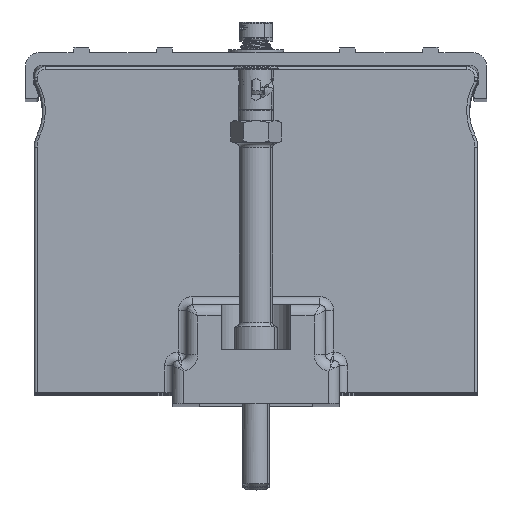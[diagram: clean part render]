
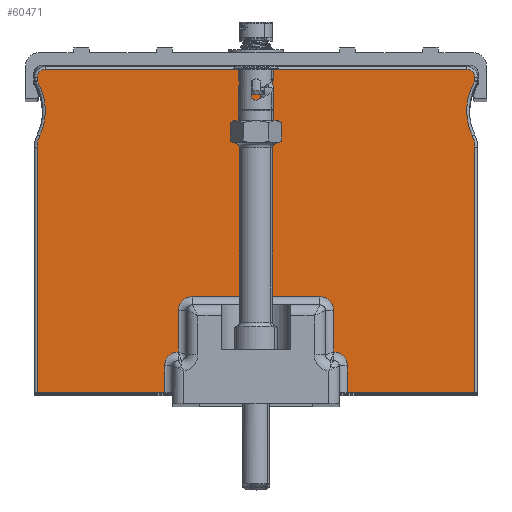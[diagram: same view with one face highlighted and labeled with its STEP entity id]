
A CAD part, top view. The second image highlights one B-rep face of the part: STEP entity #60471.
In plain terms, the highlighted planar face has unit normal (0, 0, 1).
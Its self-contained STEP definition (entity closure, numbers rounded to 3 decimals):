
#2822=DIRECTION('',(0.,-1.,0.));
#2823=VECTOR('',#2822,44.262);
#2824=CARTESIAN_POINT('',(-39.5,46.262,326.));
#2825=LINE('',#2824,#2823);
#2826=CARTESIAN_POINT('',(-35.,46.262,326.));
#2827=DIRECTION('',(0.,0.,1.));
#2828=DIRECTION('',(-0.9,0.436,0.));
#2829=AXIS2_PLACEMENT_3D('',#2826,#2827,#2828);
#2831=CARTESIAN_POINT('',(-48.5,52.8,326.));
#2832=DIRECTION('',(0.,0.,-1.));
#2833=DIRECTION('',(0.857,0.515,0.));
#2834=AXIS2_PLACEMENT_3D('',#2831,#2832,#2833);
#2836=DIRECTION('',(0.,-1.,0.));
#2837=VECTOR('',#2836,0.592);
#2838=CARTESIAN_POINT('',(-39.5,58.8,326.));
#2839=LINE('',#2838,#2837);
#2840=CARTESIAN_POINT('',(-38.,58.8,326.));
#2841=DIRECTION('',(0.,0.,1.));
#2842=DIRECTION('',(0.,1.,0.));
#2843=AXIS2_PLACEMENT_3D('',#2840,#2841,#2842);
#2845=DIRECTION('',(-1.,0.,0.));
#2846=VECTOR('',#2845,76.);
#2847=CARTESIAN_POINT('',(38.,60.3,326.));
#2848=LINE('',#2847,#2846);
#2849=CARTESIAN_POINT('',(38.,58.8,326.));
#2850=DIRECTION('',(0.,0.,1.));
#2851=DIRECTION('',(1.,0.,0.));
#2852=AXIS2_PLACEMENT_3D('',#2849,#2850,#2851);
#2854=DIRECTION('',(0.,1.,0.));
#2855=VECTOR('',#2854,0.592);
#2856=CARTESIAN_POINT('',(39.5,58.208,326.));
#2857=LINE('',#2856,#2855);
#2858=CARTESIAN_POINT('',(48.5,52.8,326.));
#2859=DIRECTION('',(0.,0.,-1.));
#2860=DIRECTION('',(-0.9,-0.436,0.));
#2861=AXIS2_PLACEMENT_3D('',#2858,#2859,#2860);
#2863=CARTESIAN_POINT('',(35.,46.262,326.));
#2864=DIRECTION('',(0.,0.,1.));
#2865=DIRECTION('',(1.,0.,0.));
#2866=AXIS2_PLACEMENT_3D('',#2863,#2864,#2865);
#2868=DIRECTION('',(0.,1.,0.));
#2869=VECTOR('',#2868,44.262);
#2870=CARTESIAN_POINT('',(39.5,2.,326.));
#2871=LINE('',#2870,#2869);
#2872=DIRECTION('',(-1.,0.,0.));
#2873=VECTOR('',#2872,23.);
#2874=CARTESIAN_POINT('',(39.5,2.,326.));
#2875=LINE('',#2874,#2873);
#2876=DIRECTION('',(0.,1.,0.));
#2877=VECTOR('',#2876,4.8);
#2878=CARTESIAN_POINT('',(16.5,2.,326.));
#2879=LINE('',#2878,#2877);
#2880=CARTESIAN_POINT('',(14.,6.8,326.));
#2881=DIRECTION('',(0.,0.,1.));
#2882=DIRECTION('',(1.,0.,0.));
#2883=AXIS2_PLACEMENT_3D('',#2880,#2881,#2882);
#2885=CARTESIAN_POINT('',(14.,9.3,326.));
#2886=CARTESIAN_POINT('',(14.,10.133,326.));
#2887=CARTESIAN_POINT('',(14.,11.8,326.));
#2888=CARTESIAN_POINT('',(14.,14.3,326.));
#2889=CARTESIAN_POINT('',(14.,15.967,326.));
#2890=CARTESIAN_POINT('',(14.,16.8,326.));
#2892=CARTESIAN_POINT('',(11.5,16.8,326.));
#2893=DIRECTION('',(0.,0.,1.));
#2894=DIRECTION('',(1.,0.,0.));
#2895=AXIS2_PLACEMENT_3D('',#2892,#2893,#2894);
#2897=DIRECTION('',(-1.,0.,0.));
#2898=VECTOR('',#2897,23.);
#2899=CARTESIAN_POINT('',(11.5,19.3,326.));
#2900=LINE('',#2899,#2898);
#2901=CARTESIAN_POINT('',(-11.5,16.8,326.));
#2902=DIRECTION('',(0.,0.,1.));
#2903=DIRECTION('',(0.,1.,0.));
#2904=AXIS2_PLACEMENT_3D('',#2901,#2902,#2903);
#2906=CARTESIAN_POINT('',(-14.,16.8,326.));
#2907=CARTESIAN_POINT('',(-14.,15.967,326.));
#2908=CARTESIAN_POINT('',(-14.,14.3,326.));
#2909=CARTESIAN_POINT('',(-14.,11.8,326.));
#2910=CARTESIAN_POINT('',(-14.,10.133,326.));
#2911=CARTESIAN_POINT('',(-14.,9.3,326.));
#2913=CARTESIAN_POINT('',(-14.,6.8,326.));
#2914=DIRECTION('',(0.,0.,1.));
#2915=DIRECTION('',(0.,1.,0.));
#2916=AXIS2_PLACEMENT_3D('',#2913,#2914,#2915);
#2918=DIRECTION('',(0.,-1.,0.));
#2919=VECTOR('',#2918,4.8);
#2920=CARTESIAN_POINT('',(-16.5,6.8,326.));
#2921=LINE('',#2920,#2919);
#2922=DIRECTION('',(-1.,0.,0.));
#2923=VECTOR('',#2922,23.);
#2924=CARTESIAN_POINT('',(-16.5,2.,326.));
#2925=LINE('',#2924,#2923);
#54611=CARTESIAN_POINT('',(16.5,2.,326.));
#54612=CARTESIAN_POINT('',(16.5,6.8,326.));
#54613=VERTEX_POINT('',#54611);
#54614=VERTEX_POINT('',#54612);
#54615=CARTESIAN_POINT('',(14.,9.3,326.));
#54616=VERTEX_POINT('',#54615);
#54620=VERTEX_POINT('',#2906);
#54621=VERTEX_POINT('',#2911);
#54624=CARTESIAN_POINT('',(-11.5,19.3,326.));
#54625=VERTEX_POINT('',#54624);
#54628=CARTESIAN_POINT('',(11.5,19.3,326.));
#54629=VERTEX_POINT('',#54628);
#54632=CARTESIAN_POINT('',(14.,16.8,326.));
#54633=VERTEX_POINT('',#54632);
#54637=CARTESIAN_POINT('',(-16.5,6.8,326.));
#54638=CARTESIAN_POINT('',(-16.5,2.,326.));
#54639=VERTEX_POINT('',#54637);
#54640=VERTEX_POINT('',#54638);
#55234=CARTESIAN_POINT('',(-39.5,2.,326.));
#55236=VERTEX_POINT('',#55234);
#55240=CARTESIAN_POINT('',(-39.5,46.262,326.));
#55241=VERTEX_POINT('',#55240);
#55242=CARTESIAN_POINT('',(-39.05,48.223,326.));
#55243=VERTEX_POINT('',#55242);
#55246=CARTESIAN_POINT('',(-39.5,58.208,326.));
#55247=VERTEX_POINT('',#55246);
#55252=CARTESIAN_POINT('',(-39.5,58.8,326.));
#55253=VERTEX_POINT('',#55252);
#55256=CARTESIAN_POINT('',(-38.,60.3,326.));
#55257=VERTEX_POINT('',#55256);
#55260=CARTESIAN_POINT('',(38.,60.3,326.));
#55261=VERTEX_POINT('',#55260);
#55264=CARTESIAN_POINT('',(39.5,58.8,326.));
#55265=VERTEX_POINT('',#55264);
#55268=CARTESIAN_POINT('',(39.5,58.208,326.));
#55269=VERTEX_POINT('',#55268);
#55274=CARTESIAN_POINT('',(39.05,48.223,326.));
#55275=VERTEX_POINT('',#55274);
#55278=CARTESIAN_POINT('',(39.5,46.262,326.));
#55279=VERTEX_POINT('',#55278);
#55283=CARTESIAN_POINT('',(39.5,2.,326.));
#55285=VERTEX_POINT('',#55283);
#60421=CARTESIAN_POINT('',(0.,0.,326.));
#60422=DIRECTION('',(0.,0.,1.));
#60423=DIRECTION('',(1.,0.,0.));
#60424=AXIS2_PLACEMENT_3D('',#60421,#60422,#60423);
#60425=PLANE('',#60424);
#60427=ORIENTED_EDGE('',*,*,#60426,.F.);
#60429=ORIENTED_EDGE('',*,*,#60428,.F.);
#60431=ORIENTED_EDGE('',*,*,#60430,.F.);
#60433=ORIENTED_EDGE('',*,*,#60432,.F.);
#60435=ORIENTED_EDGE('',*,*,#60434,.F.);
#60437=ORIENTED_EDGE('',*,*,#60436,.F.);
#60439=ORIENTED_EDGE('',*,*,#60438,.F.);
#60441=ORIENTED_EDGE('',*,*,#60440,.F.);
#60443=ORIENTED_EDGE('',*,*,#60442,.F.);
#60445=ORIENTED_EDGE('',*,*,#60444,.F.);
#60447=ORIENTED_EDGE('',*,*,#60446,.F.);
#60449=ORIENTED_EDGE('',*,*,#60448,.T.);
#60451=ORIENTED_EDGE('',*,*,#60450,.T.);
#60453=ORIENTED_EDGE('',*,*,#60452,.T.);
#60455=ORIENTED_EDGE('',*,*,#60454,.T.);
#60457=ORIENTED_EDGE('',*,*,#60456,.T.);
#60459=ORIENTED_EDGE('',*,*,#60458,.T.);
#60461=ORIENTED_EDGE('',*,*,#60460,.T.);
#60463=ORIENTED_EDGE('',*,*,#60462,.T.);
#60464=ORIENTED_EDGE('',*,*,#60411,.T.);
#60466=ORIENTED_EDGE('',*,*,#60465,.T.);
#60468=ORIENTED_EDGE('',*,*,#60467,.T.);
#60469=EDGE_LOOP('',(#60427,#60429,#60431,#60433,#60435,#60437,#60439,#60441,
#60443,#60445,#60447,#60449,#60451,#60453,#60455,#60457,#60459,#60461,#60463,
#60464,#60466,#60468));
#60470=FACE_OUTER_BOUND('',#60469,.F.);
#60471=ADVANCED_FACE('',(#60470),#60425,.T.);
#2830=CIRCLE('',#2829,4.5);
#2835=CIRCLE('',#2834,10.5);
#2844=CIRCLE('',#2843,1.5);
#2853=CIRCLE('',#2852,1.5);
#2862=CIRCLE('',#2861,10.5);
#2867=CIRCLE('',#2866,4.5);
#2884=CIRCLE('',#2883,2.5);
#2891=B_SPLINE_CURVE_WITH_KNOTS('',3,(#2885,#2886,#2887,#2888,#2889,#2890),
.UNSPECIFIED.,.F.,.F.,(4,1,1,4),(0.,0.333,0.667,1.),
.UNSPECIFIED.);
#2896=CIRCLE('',#2895,2.5);
#2905=CIRCLE('',#2904,2.5);
#2912=B_SPLINE_CURVE_WITH_KNOTS('',3,(#2906,#2907,#2908,#2909,#2910,#2911),
.UNSPECIFIED.,.F.,.F.,(4,1,1,4),(0.,0.333,0.667,1.),
.UNSPECIFIED.);
#2917=CIRCLE('',#2916,2.5);
#60411=EDGE_CURVE('',#54621,#54639,#2917,.T.);
#60426=EDGE_CURVE('',#55241,#55236,#2825,.T.);
#60428=EDGE_CURVE('',#55243,#55241,#2830,.T.);
#60430=EDGE_CURVE('',#55247,#55243,#2835,.T.);
#60432=EDGE_CURVE('',#55253,#55247,#2839,.T.);
#60434=EDGE_CURVE('',#55257,#55253,#2844,.T.);
#60436=EDGE_CURVE('',#55261,#55257,#2848,.T.);
#60438=EDGE_CURVE('',#55265,#55261,#2853,.T.);
#60440=EDGE_CURVE('',#55269,#55265,#2857,.T.);
#60442=EDGE_CURVE('',#55275,#55269,#2862,.T.);
#60444=EDGE_CURVE('',#55279,#55275,#2867,.T.);
#60446=EDGE_CURVE('',#55285,#55279,#2871,.T.);
#60448=EDGE_CURVE('',#55285,#54613,#2875,.T.);
#60450=EDGE_CURVE('',#54613,#54614,#2879,.T.);
#60452=EDGE_CURVE('',#54614,#54616,#2884,.T.);
#60454=EDGE_CURVE('',#54616,#54633,#2891,.T.);
#60456=EDGE_CURVE('',#54633,#54629,#2896,.T.);
#60458=EDGE_CURVE('',#54629,#54625,#2900,.T.);
#60460=EDGE_CURVE('',#54625,#54620,#2905,.T.);
#60462=EDGE_CURVE('',#54620,#54621,#2912,.T.);
#60465=EDGE_CURVE('',#54639,#54640,#2921,.T.);
#60467=EDGE_CURVE('',#54640,#55236,#2925,.T.);
